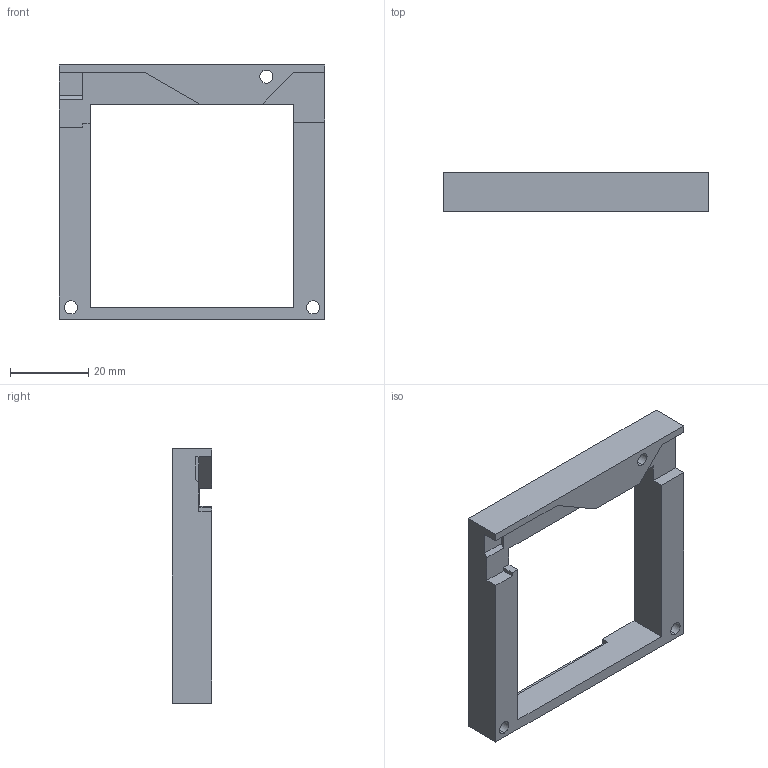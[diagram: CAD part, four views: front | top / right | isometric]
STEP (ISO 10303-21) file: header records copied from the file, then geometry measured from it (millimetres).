
FILE_DESCRIPTION (( 'STEP AP214' ), '1' );
FILE_NAME ('HEL-04-04001-00.step', '2023-07-26T13:44:12', ( '' ), ( '' ), 'SwSTEP 2.0', 'SolidWorks 2021', '' );
FILE_SCHEMA (( 'AUTOMOTIVE_DESIGN' ));
Length unit declared in the file: millimetre
Products named in the file (1): HEL-04-04001-00
Bounding box: 68 x 10 x 65 mm (x, y, z)
Volume: 14866.8 mm3; surface area: 8484.7 mm2
Topology: 1 solids, 1 shells, 36 faces, 105 edges, 70 vertices
Faces by surface type: plane 30, cylinder 6
Entity records: 1627 total; most frequent: CARTESIAN_POINT 212, ORIENTED_EDGE 210, DIRECTION 191, EDGE_CURVE 105, LINE 93, VECTOR 93, VERTEX_POINT 70, AXIS2_PLACEMENT_3D 49
